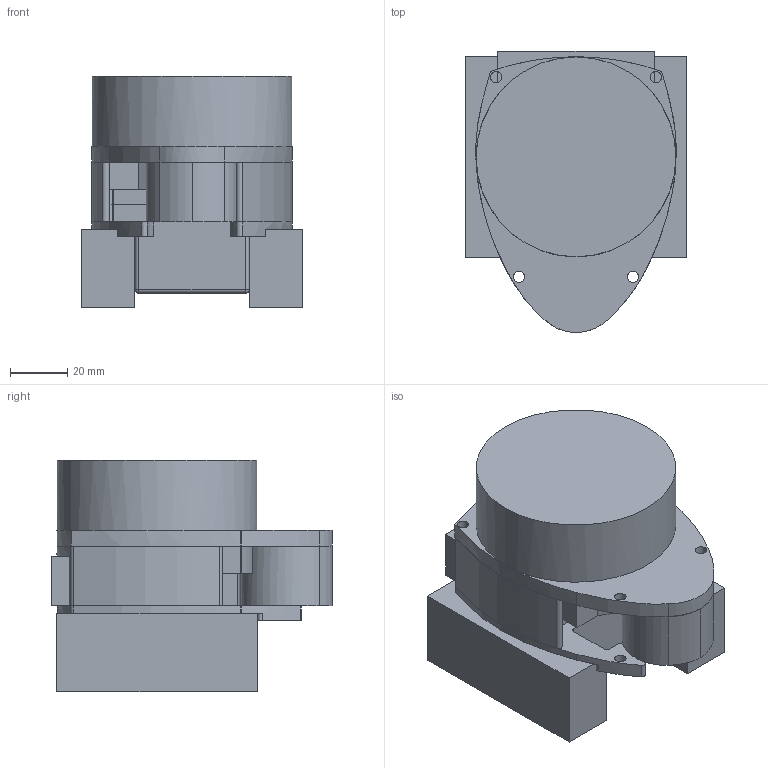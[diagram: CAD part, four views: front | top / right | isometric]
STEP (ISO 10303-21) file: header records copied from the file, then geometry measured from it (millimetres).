
FILE_DESCRIPTION(/* description */ ('STEP AP242 Edition 2','CAx-IF Rec.Pracs.---Representation and Presentation of Product Manufacturing Information (PMI)---4.0---2014-10-13','CAx-IF Rec.Pracs.---3D Tessellated Geometry---0.4---2014-09-14','2;1','CAx-IF Rec.Pracs.---User Defined Attributes---1.5---2016-08-15'),/* implementation_level */ '2;1');
FILE_NAME(/* name */ '692add703748bd989241869a',/* time_stamp */ '2025-11-29T11:48:01Z',/* author */ (''),/* organization */ (''),/* preprocessor_version */ 'ST-DEVELOPER v20',/* originating_system */ 'ONSHAPE BY PTC INC, 1.207',/* authorisation */ ' ');
FILE_SCHEMA (('AP242_MANAGED_MODEL_BASED_3D_ENGINEERING_MIM_LF { 1 0 10303 442 3 1 4 }'));
Length unit declared in the file: metre
Products named in the file (8): 30 mm fan; Raspberry pi + PCB; 9V Batt with adapter; Right motor; Lidar; Left motor; Bottom; Top
Bounding box: 77.2 x 98.5 x 81 mm (x, y, z)
Volume: 331032.8 mm3; surface area: 80427 mm2
Topology: 8 solids, 8 shells, 194 faces, 523 edges, 338 vertices
Faces by surface type: cylinder 94, plane 85, bspline 12, sphere 2, torus 1
Full cylindrical faces by diameter (mm): 2.5 x13, 3 x12, 4 x11, 30 x1, 70.04 x1
Entity records: 6489 total; most frequent: CARTESIAN_POINT 1396, DIRECTION 1023, ORIENTED_EDGE 954, EDGE_CURVE 477, AXIS2_PLACEMENT_3D 388, VERTEX_POINT 332, EDGE_LOOP 301, FACE_BOUND 301
